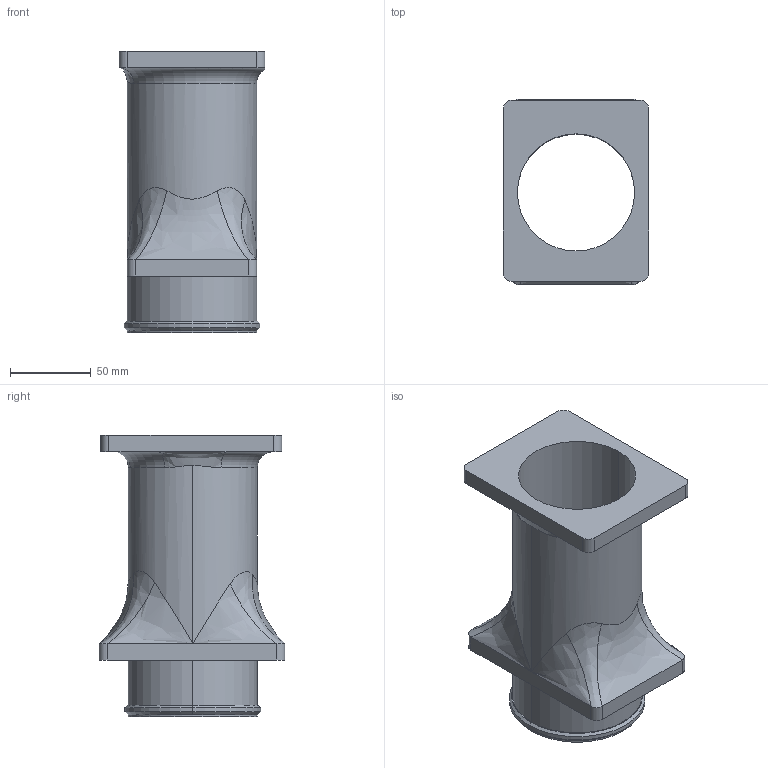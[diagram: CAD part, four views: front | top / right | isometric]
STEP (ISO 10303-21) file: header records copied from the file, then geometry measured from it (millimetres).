
FILE_DESCRIPTION (( 'STEP AP203' ), '1' );
FILE_NAME ('15037Debitmetre.STEP', '2021-09-16T12:52:38', ( '' ), ( '' ), 'SwSTEP 2.0', 'SolidWorks 2020', '' );
FILE_SCHEMA (( 'CONFIG_CONTROL_DESIGN' ));
Length unit declared in the file: millimetre
Products named in the file (1): 15037Debitmetre
Bounding box: 90 x 115 x 174 mm (x, y, z)
Volume: 302578.3 mm3; surface area: 104377.5 mm2
Topology: 1 solids, 1 shells, 50 faces, 120 edges, 69 vertices
Faces by surface type: cylinder 18, plane 15, bspline 11, cone 4, torus 2
Entity records: 2389 total; most frequent: CARTESIAN_POINT 1207, ORIENTED_EDGE 232, DIRECTION 231, EDGE_CURVE 116, AXIS2_PLACEMENT_3D 89, VERTEX_POINT 69, EDGE_LOOP 53, VECTOR 53
